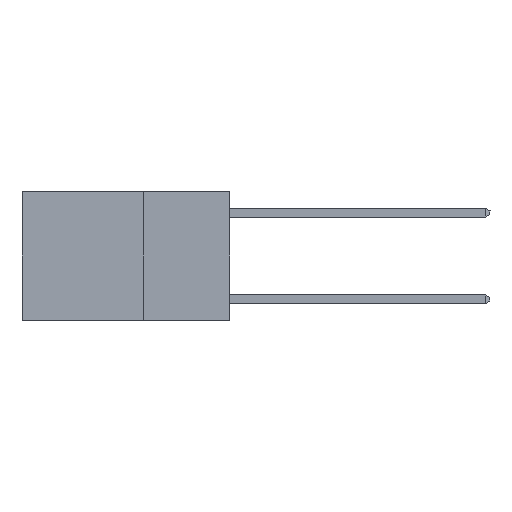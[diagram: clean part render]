
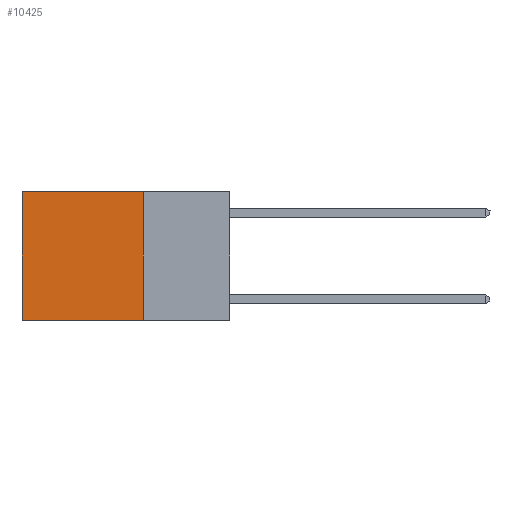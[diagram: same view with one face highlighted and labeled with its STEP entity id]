
A CAD part, left-side view. The second image highlights one B-rep face of the part: STEP entity #10425.
In plain terms, the highlighted planar face has unit normal (-1, 0, 0).
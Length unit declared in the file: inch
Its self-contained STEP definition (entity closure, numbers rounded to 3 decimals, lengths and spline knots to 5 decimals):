
#390 = DIRECTION ( 'NONE',  ( 0., 0., -1. ) ) ;
#477 = EDGE_CURVE ( 'NONE', #12250, #3676, #8049, .T. ) ;
#719 = VECTOR ( 'NONE', #10267, 39.37008 ) ;
#1561 = CARTESIAN_POINT ( 'NONE',  ( 0.2625, 0.6, 0. ) ) ;
#1941 = CARTESIAN_POINT ( 'NONE',  ( 0.2625, 0.25, 0. ) ) ;
#3676 = VERTEX_POINT ( 'NONE', #6237 ) ;
#3726 = EDGE_LOOP ( 'NONE', ( #5311, #9416, #15088, #12077 ) ) ;
#4541 = VECTOR ( 'NONE', #390, 39.37008 ) ;
#4615 = EDGE_CURVE ( 'NONE', #3676, #8072, #7667, .T. ) ;
#4906 = CARTESIAN_POINT ( 'NONE',  ( 0.2625, 0.25, 0. ) ) ;
#5311 = ORIENTED_EDGE ( 'NONE', *, *, #7351, .T. ) ;
#6237 = CARTESIAN_POINT ( 'NONE',  ( 0.2625, 0.25, -0.37 ) ) ;
#6271 = DIRECTION ( 'NONE',  ( 0., 1., 0. ) ) ;
#6923 = VECTOR ( 'NONE', #6271, 39.37008 ) ;
#7170 = VERTEX_POINT ( 'NONE', #14428 ) ;
#7351 = EDGE_CURVE ( 'NONE', #7170, #8072, #10560, .T. ) ;
#7419 = CARTESIAN_POINT ( 'NONE',  ( 0.2625, 0.6, -0.37 ) ) ;
#7667 = LINE ( 'NONE', #14406, #6923 ) ;
#7806 = FACE_OUTER_BOUND ( 'NONE', #3726, .T. ) ;
#7983 = PLANE ( 'NONE',  #13552 ) ;
#8038 = DIRECTION ( 'NONE',  ( 0., 0., -1. ) ) ;
#8049 = LINE ( 'NONE', #4906, #4541 ) ;
#8072 = VERTEX_POINT ( 'NONE', #7419 ) ;
#9121 = CARTESIAN_POINT ( 'NONE',  ( 0.2625, 0.25, 0. ) ) ;
#9307 = EDGE_CURVE ( 'NONE', #12250, #7170, #12103, .T. ) ;
#9416 = ORIENTED_EDGE ( 'NONE', *, *, #4615, .F. ) ;
#10217 = VECTOR ( 'NONE', #12396, 39.37008 ) ;
#10267 = DIRECTION ( 'NONE',  ( 0., 1., 0. ) ) ;
#10425 = ADVANCED_FACE ( 'NONE', ( #7806 ), #7983, .F. ) ;
#10560 = LINE ( 'NONE', #1561, #10217 ) ;
#12077 = ORIENTED_EDGE ( 'NONE', *, *, #9307, .T. ) ;
#12103 = LINE ( 'NONE', #9121, #719 ) ;
#12250 = VERTEX_POINT ( 'NONE', #12507 ) ;
#12396 = DIRECTION ( 'NONE',  ( 0., 0., -1. ) ) ;
#12507 = CARTESIAN_POINT ( 'NONE',  ( 0.2625, 0.25, 0. ) ) ;
#13552 = AXIS2_PLACEMENT_3D ( 'NONE', #1941, #14975, #8038 ) ;
#14406 = CARTESIAN_POINT ( 'NONE',  ( 0.2625, 0.25, -0.37 ) ) ;
#14428 = CARTESIAN_POINT ( 'NONE',  ( 0.2625, 0.6, 0. ) ) ;
#14975 = DIRECTION ( 'NONE',  ( 1., 0., 0. ) ) ;
#15088 = ORIENTED_EDGE ( 'NONE', *, *, #477, .F. ) ;
